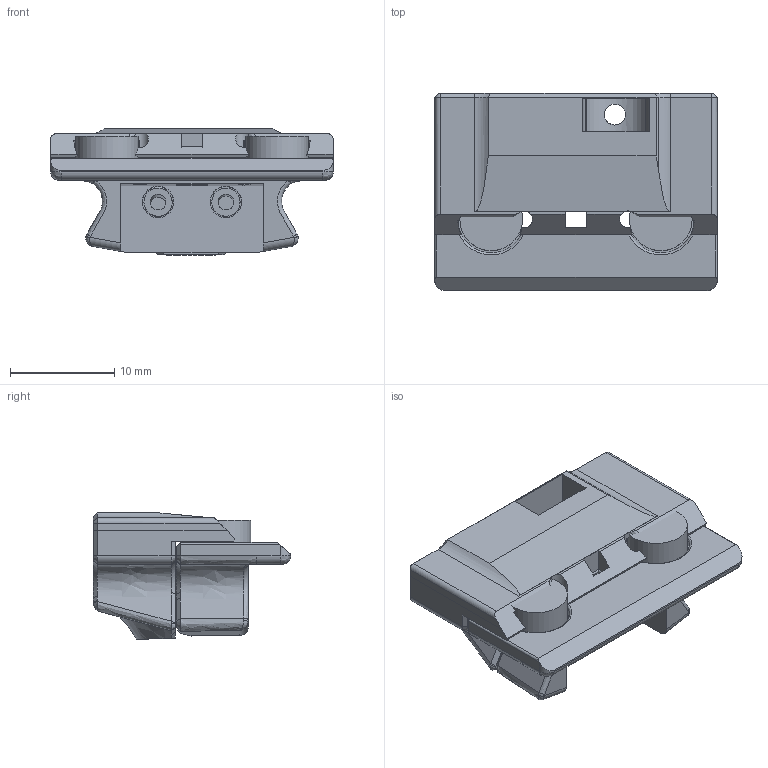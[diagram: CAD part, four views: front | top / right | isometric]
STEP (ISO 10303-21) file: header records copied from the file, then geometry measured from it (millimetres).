
FILE_DESCRIPTION(/* description */ (''),/* implementation_level */ '2;1');
FILE_NAME(/* name */ 'KlickyNG_Microswitch v1.step',/* time_stamp */ '2023-01-25T17:36:36+03:00',/* author */ (''),/* organization */ (''),/* preprocessor_version */ 'ST-DEVELOPER v19.2',/* originating_system */ 'Autodesk Translation Framework v11.17.0.187',/* authorisation */ '');
FILE_SCHEMA (('AUTOMOTIVE_DESIGN { 1 0 10303 214 3 1 1 }'));
Length unit declared in the file: millimetre
Products named in the file (2): KlickyNG_Microswitch; Magnits
Assembly tree (1 placements, depth 2):
  KlickyNG_Microswitch
    Magnits
Bounding box: 27.03 x 18.9 x 12.14 mm (x, y, z)
Volume: 2622 mm3; surface area: 3018.5 mm2
Topology: 4 solids, 4 shells, 260 faces, 690 edges, 439 vertices
Faces by surface type: plane 111, bspline 88, cylinder 49, cone 12
Full cylindrical faces by diameter (mm): 1.5 x2, 1.6 x2, 2 x1, 2.7 x2, 3 x1, 6 x2
Entity records: 12636 total; most frequent: CARTESIAN_POINT 6533, ORIENTED_EDGE 1374, DIRECTION 1058, EDGE_CURVE 687, VERTEX_POINT 439, LINE 384, VECTOR 384, AXIS2_PLACEMENT_3D 337
